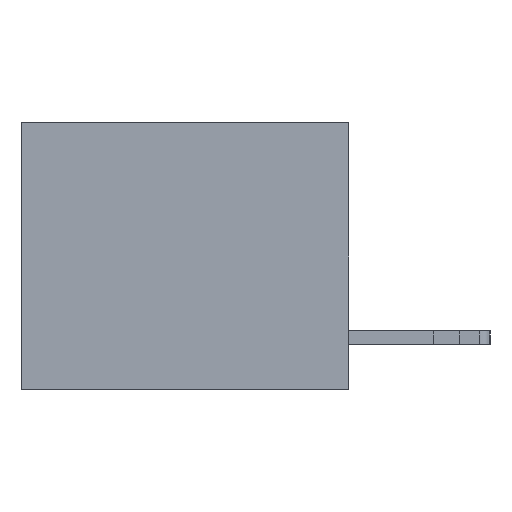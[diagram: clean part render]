
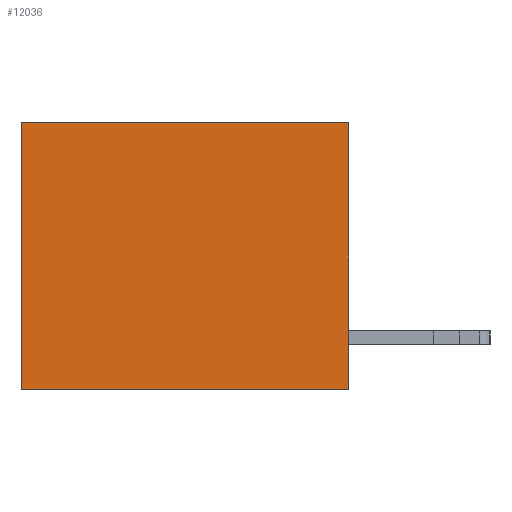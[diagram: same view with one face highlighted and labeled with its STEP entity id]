
A CAD part, left-side view. The second image highlights one B-rep face of the part: STEP entity #12036.
In plain terms, the highlighted planar face has unit normal (-1, 0, 0).
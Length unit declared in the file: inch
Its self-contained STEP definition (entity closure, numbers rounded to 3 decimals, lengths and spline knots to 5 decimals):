
#738 = DIRECTION ( 'NONE',  ( 0., 1., 0. ) ) ;
#939 = EDGE_LOOP ( 'NONE', ( #24178, #22078, #12445, #2644 ) ) ;
#989 = CARTESIAN_POINT ( 'NONE',  ( 0.3165, 0.6, 0. ) ) ;
#993 = VECTOR ( 'NONE', #24678, 39.37008 ) ;
#1274 = LINE ( 'NONE', #7133, #993 ) ;
#2644 = ORIENTED_EDGE ( 'NONE', *, *, #6656, .T. ) ;
#3190 = DIRECTION ( 'NONE',  ( 0., 0., -1. ) ) ;
#4020 = EDGE_CURVE ( 'NONE', #6886, #21630, #1274, .T. ) ;
#4525 = AXIS2_PLACEMENT_3D ( 'NONE', #5277, #11048, #3190 ) ;
#4974 = LINE ( 'NONE', #9169, #8258 ) ;
#5277 = CARTESIAN_POINT ( 'NONE',  ( 0.3165, 0., -0.49 ) ) ;
#6656 = EDGE_CURVE ( 'NONE', #23893, #8922, #22718, .T. ) ;
#6886 = VERTEX_POINT ( 'NONE', #7055 ) ;
#7055 = CARTESIAN_POINT ( 'NONE',  ( 0.3165, 0., -0.49 ) ) ;
#7133 = CARTESIAN_POINT ( 'NONE',  ( 0.3165, 0., -0.49 ) ) ;
#7571 = EDGE_CURVE ( 'NONE', #23893, #6886, #4974, .T. ) ;
#7610 = LINE ( 'NONE', #20290, #8214 ) ;
#8214 = VECTOR ( 'NONE', #10648, 39.37008 ) ;
#8258 = VECTOR ( 'NONE', #13294, 39.37008 ) ;
#8853 = PLANE ( 'NONE',  #4525 ) ;
#8922 = VERTEX_POINT ( 'NONE', #989 ) ;
#8957 = EDGE_CURVE ( 'NONE', #8922, #21630, #7610, .T. ) ;
#9169 = CARTESIAN_POINT ( 'NONE',  ( 0.3165, 0., -0.49 ) ) ;
#10648 = DIRECTION ( 'NONE',  ( 0., 0., -1. ) ) ;
#11048 = DIRECTION ( 'NONE',  ( 1., 0., 0. ) ) ;
#12036 = ADVANCED_FACE ( 'NONE', ( #18673 ), #8853, .F. ) ;
#12445 = ORIENTED_EDGE ( 'NONE', *, *, #7571, .F. ) ;
#13294 = DIRECTION ( 'NONE',  ( 0., 0., -1. ) ) ;
#15375 = CARTESIAN_POINT ( 'NONE',  ( 0.3165, 0.6, -0.49 ) ) ;
#18041 = CARTESIAN_POINT ( 'NONE',  ( 0.3165, 0., 0. ) ) ;
#18673 = FACE_OUTER_BOUND ( 'NONE', #939, .T. ) ;
#20290 = CARTESIAN_POINT ( 'NONE',  ( 0.3165, 0.6, -0.49 ) ) ;
#20923 = VECTOR ( 'NONE', #738, 39.37008 ) ;
#21156 = CARTESIAN_POINT ( 'NONE',  ( 0.3165, 0., 0. ) ) ;
#21630 = VERTEX_POINT ( 'NONE', #15375 ) ;
#22078 = ORIENTED_EDGE ( 'NONE', *, *, #4020, .F. ) ;
#22718 = LINE ( 'NONE', #18041, #20923 ) ;
#23893 = VERTEX_POINT ( 'NONE', #21156 ) ;
#24178 = ORIENTED_EDGE ( 'NONE', *, *, #8957, .T. ) ;
#24678 = DIRECTION ( 'NONE',  ( 0., 1., 0. ) ) ;
